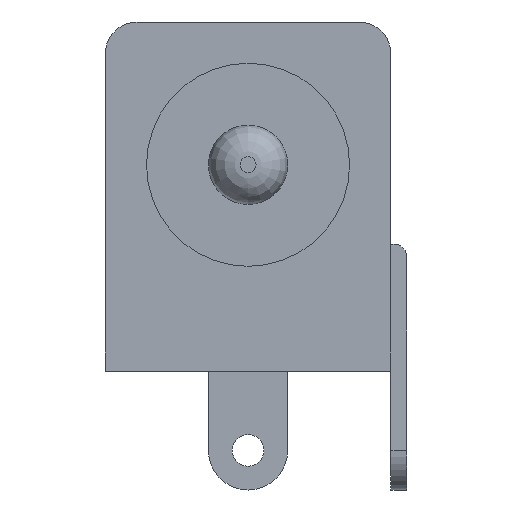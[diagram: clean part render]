
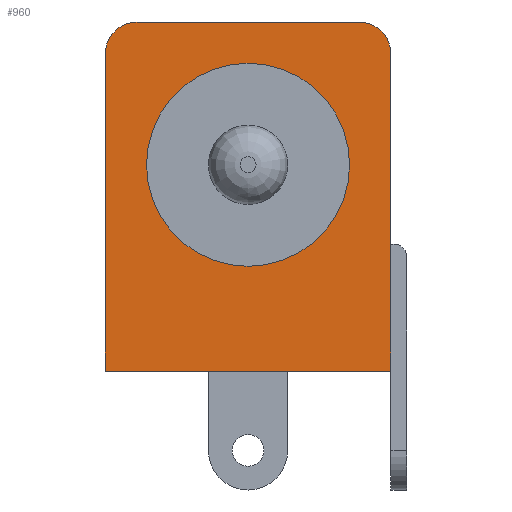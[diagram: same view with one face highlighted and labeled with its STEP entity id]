
A CAD part, left-side view. The second image highlights one B-rep face of the part: STEP entity #960.
In plain terms, the highlighted planar face has unit normal (-1, 0, 0).
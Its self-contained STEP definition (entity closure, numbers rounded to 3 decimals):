
#531 = VERTEX_POINT('',#532);
#532 = CARTESIAN_POINT('',(-13.25,-4.5,0.));
#538 = EDGE_CURVE('',#531,#539,#541,.T.);
#539 = VERTEX_POINT('',#540);
#540 = CARTESIAN_POINT('',(-13.25,-4.5,10.));
#541 = LINE('',#542,#543);
#542 = CARTESIAN_POINT('',(-13.25,-4.5,0.));
#543 = VECTOR('',#544,1.);
#544 = DIRECTION('',(0.,0.,1.));
#939 = EDGE_CURVE('',#539,#940,#942,.T.);
#940 = VERTEX_POINT('',#941);
#941 = CARTESIAN_POINT('',(-13.25,-3.5,11.));
#942 = CIRCLE('',#943,1.);
#943 = AXIS2_PLACEMENT_3D('',#944,#945,#946);
#944 = CARTESIAN_POINT('',(-13.25,-3.5,10.));
#945 = DIRECTION('',(-1.,0.,0.));
#946 = DIRECTION('',(0.,0.,1.));
#960 = ADVANCED_FACE('',(#961,#996),#1007,.F.);
#961 = FACE_BOUND('',#962,.F.);
#962 = EDGE_LOOP('',(#963,#964,#972,#980,#989,#995));
#963 = ORIENTED_EDGE('',*,*,#538,.F.);
#964 = ORIENTED_EDGE('',*,*,#965,.T.);
#965 = EDGE_CURVE('',#531,#966,#968,.T.);
#966 = VERTEX_POINT('',#967);
#967 = CARTESIAN_POINT('',(-13.25,4.5,0.));
#968 = LINE('',#969,#970);
#969 = CARTESIAN_POINT('',(-13.25,-4.5,0.));
#970 = VECTOR('',#971,1.);
#971 = DIRECTION('',(0.,1.,0.));
#972 = ORIENTED_EDGE('',*,*,#973,.T.);
#973 = EDGE_CURVE('',#966,#974,#976,.T.);
#974 = VERTEX_POINT('',#975);
#975 = CARTESIAN_POINT('',(-13.25,4.5,10.));
#976 = LINE('',#977,#978);
#977 = CARTESIAN_POINT('',(-13.25,4.5,0.));
#978 = VECTOR('',#979,1.);
#979 = DIRECTION('',(0.,0.,1.));
#980 = ORIENTED_EDGE('',*,*,#981,.T.);
#981 = EDGE_CURVE('',#974,#982,#984,.T.);
#982 = VERTEX_POINT('',#983);
#983 = CARTESIAN_POINT('',(-13.25,3.5,11.));
#984 = CIRCLE('',#985,1.);
#985 = AXIS2_PLACEMENT_3D('',#986,#987,#988);
#986 = CARTESIAN_POINT('',(-13.25,3.5,10.));
#987 = DIRECTION('',(1.,0.,-0.));
#988 = DIRECTION('',(0.,0.,1.));
#989 = ORIENTED_EDGE('',*,*,#990,.F.);
#990 = EDGE_CURVE('',#940,#982,#991,.T.);
#991 = LINE('',#992,#993);
#992 = CARTESIAN_POINT('',(-13.25,-4.5,11.));
#993 = VECTOR('',#994,1.);
#994 = DIRECTION('',(0.,1.,0.));
#995 = ORIENTED_EDGE('',*,*,#939,.F.);
#996 = FACE_BOUND('',#997,.F.);
#997 = EDGE_LOOP('',(#998));
#998 = ORIENTED_EDGE('',*,*,#999,.F.);
#999 = EDGE_CURVE('',#1000,#1000,#1002,.T.);
#1000 = VERTEX_POINT('',#1001);
#1001 = CARTESIAN_POINT('',(-13.25,0.,3.3));
#1002 = CIRCLE('',#1003,3.2);
#1003 = AXIS2_PLACEMENT_3D('',#1004,#1005,#1006);
#1004 = CARTESIAN_POINT('',(-13.25,0.,6.5));
#1005 = DIRECTION('',(1.,0.,0.));
#1006 = DIRECTION('',(0.,0.,-1.));
#1007 = PLANE('',#1008);
#1008 = AXIS2_PLACEMENT_3D('',#1009,#1010,#1011);
#1009 = CARTESIAN_POINT('',(-13.25,-4.5,0.));
#1010 = DIRECTION('',(1.,0.,0.));
#1011 = DIRECTION('',(0.,0.,1.));
